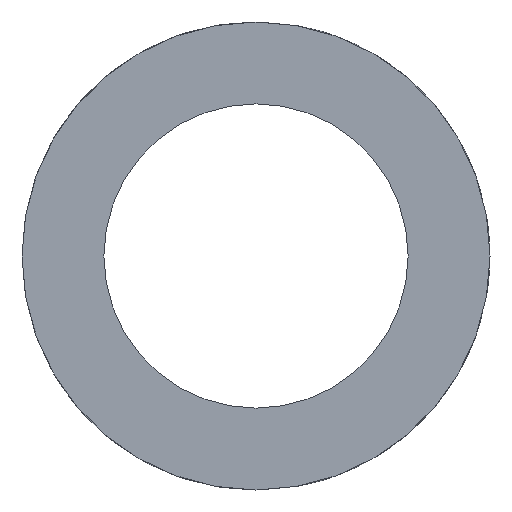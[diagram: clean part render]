
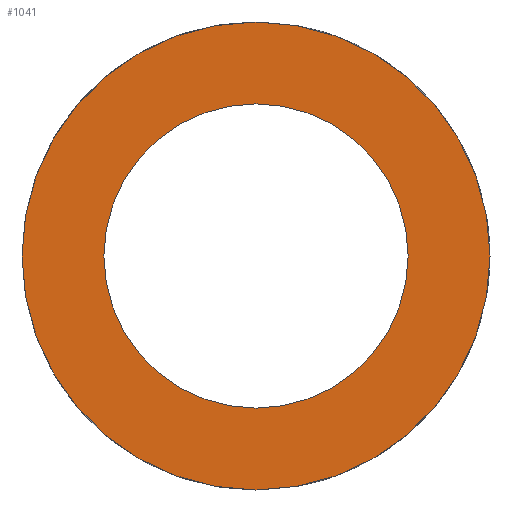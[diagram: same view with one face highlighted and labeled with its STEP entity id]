
A CAD part, front view. The second image highlights one B-rep face of the part: STEP entity #1041.
In plain terms, the highlighted planar face has unit normal (0, -1, 0).
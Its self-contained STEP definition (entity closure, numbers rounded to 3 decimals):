
#286=FACE_BOUND('',#343,.T.);
#288=FACE_OUTER_BOUND('',#342,.T.);
#342=EDGE_LOOP('',(#682));
#343=EDGE_LOOP('',(#683));
#398=CIRCLE('',#1098,40.);
#399=CIRCLE('',#1099,26.);
#422=VERTEX_POINT('',#1467);
#423=VERTEX_POINT('',#1469);
#526=EDGE_CURVE('',#422,#422,#398,.T.);
#527=EDGE_CURVE('',#423,#423,#399,.T.);
#682=ORIENTED_EDGE('',*,*,#526,.T.);
#683=ORIENTED_EDGE('',*,*,#527,.T.);
#994=PLANE('',#1097);
#1041=ADVANCED_FACE('',(#288,#286),#994,.F.);
#1097=AXIS2_PLACEMENT_3D('',#1466,#1177,#1178);
#1098=AXIS2_PLACEMENT_3D('',#1468,#1179,#1180);
#1099=AXIS2_PLACEMENT_3D('',#1470,#1181,#1182);
#1177=DIRECTION('center_axis',(0.,1.,0.));
#1178=DIRECTION('ref_axis',(1.,0.,0.));
#1179=DIRECTION('center_axis',(0.,-1.,0.));
#1180=DIRECTION('ref_axis',(1.,0.,0.));
#1181=DIRECTION('center_axis',(0.,1.,0.));
#1182=DIRECTION('ref_axis',(1.,0.,0.));
#1466=CARTESIAN_POINT('Origin',(0.,-8.,0.));
#1467=CARTESIAN_POINT('',(-40.,-8.,0.));
#1468=CARTESIAN_POINT('Origin',(0.,-8.,0.));
#1469=CARTESIAN_POINT('',(-26.,-8.,0.));
#1470=CARTESIAN_POINT('Origin',(0.,-8.,0.));
